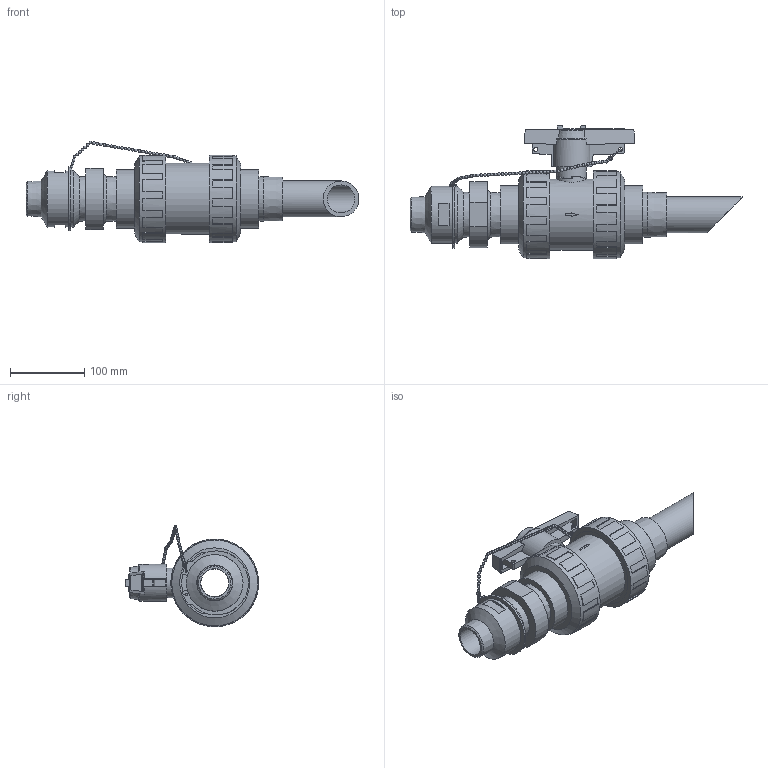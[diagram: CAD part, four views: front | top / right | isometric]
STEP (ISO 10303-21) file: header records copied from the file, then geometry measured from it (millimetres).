
FILE_DESCRIPTION(/* description */ (''),/* implementation_level */ '2;1');
FILE_NAME(/* name */ 'CS-15A20A-4IA-DDDV_R0.stp',/* time_stamp */ '2024-11-07T09:33:47-05:00',/* author */ ('SalesDesk5'),/* organization */ (''),/* preprocessor_version */ 'ST-DEVELOPER v20',/* originating_system */ 'Autodesk Inventor 2025',/* authorisation */ '');
FILE_SCHEMA (('CONFIG_CONTROL_DESIGN'));
Length unit declared in the file: inch
Products named in the file (1): Part2
Bounding box: 446.91 x 179.17 x 136.56 mm (x, y, z)
Volume: 1793877.3 mm3; surface area: 385941 mm2
Topology: 19 solids, 19 shells, 539 faces, 1437 edges, 948 vertices
Faces by surface type: plane 308, cylinder 131, sphere 63, cone 26, torus 11
Full cylindrical faces by diameter (mm): 0.9 x54, 3 x2, 3.8 x2, 4 x2, 5.5 x2, 37.49 x1, 38.1 x1, 39.98 x1, 40 x1, 48.26 x1, 49.022 x2, 49.251 x1, 50 x1, 59.246 x1, 60.325 x1, 63 x2, 69.088 x1, 76.2 x2, 78.73 x2, 78.75 x2, 95.56 x2, 95.58 x3, 106.2 x2, 115.64 x2, 118 x2
Entity records: 17754 total; most frequent: CARTESIAN_POINT 3147, DIRECTION 3129, ORIENTED_EDGE 2856, EDGE_CURVE 1428, AXIS2_PLACEMENT_3D 1204, VERTEX_POINT 948, LINE 721, VECTOR 721
